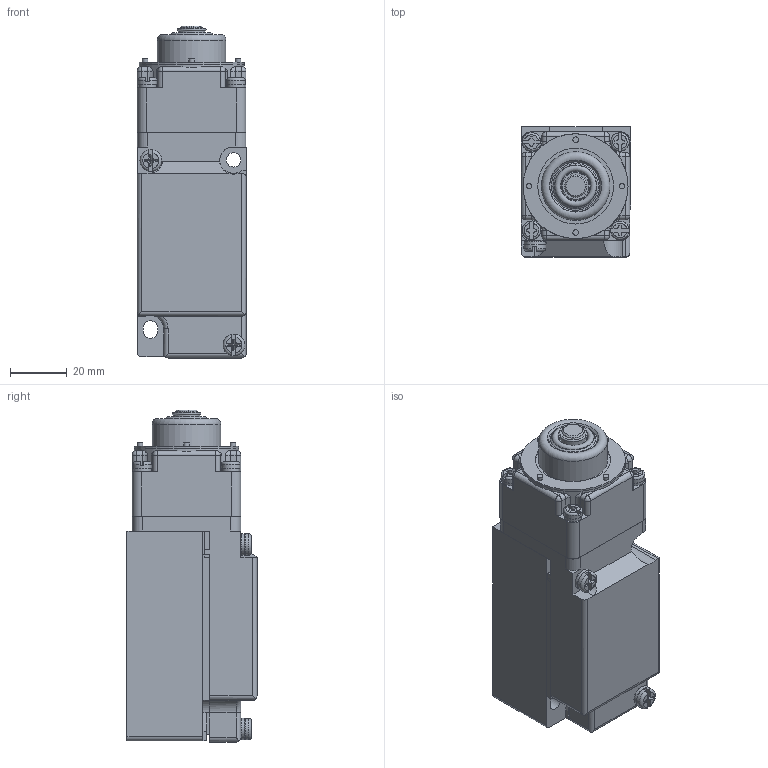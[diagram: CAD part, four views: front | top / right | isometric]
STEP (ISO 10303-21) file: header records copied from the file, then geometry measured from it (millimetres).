
FILE_DESCRIPTION (( 'STEP AP214' ), '1' );
FILE_NAME ('F25ATP1_A.STEP', '2019-08-07T21:01:49', ( '' ), ( '' ), 'SwSTEP 2.0', 'SolidWorks 2018', '' );
FILE_SCHEMA (( 'AUTOMOTIVE_DESIGN' ));
Length unit declared in the file: inch
Products named in the file (1): F25ATP1_A
Bounding box: 38.61 x 45.95 x 117.32 mm (x, y, z)
Volume: 161602.7 mm3; surface area: 45967.9 mm2
Topology: 12 solids, 12 shells, 616 faces, 1487 edges, 925 vertices
Faces by surface type: plane 242, cone 197, cylinder 125, torus 48, bspline 4
Full cylindrical faces by diameter (mm): 1.956 x8, 3.556 x4, 4.496 x4, 4.826 x4, 5.08 x3, 5.842 x2, 6.35 x5, 6.604 x4, 7.62 x2, 7.671 x2, 7.874 x3, 9.398 x1, 10.16 x1, 23.368 x1, 24.282 x1, 26.772 x1, 37.033 x2
Entity records: 27855 total; most frequent: CARTESIAN_POINT 7451, DIRECTION 2713, ORIENTED_EDGE 2638, EDGE_CURVE 1319, AXIS2_PLACEMENT_3D 1009, VERTEX_POINT 868, EDGE_LOOP 777, VECTOR 695
